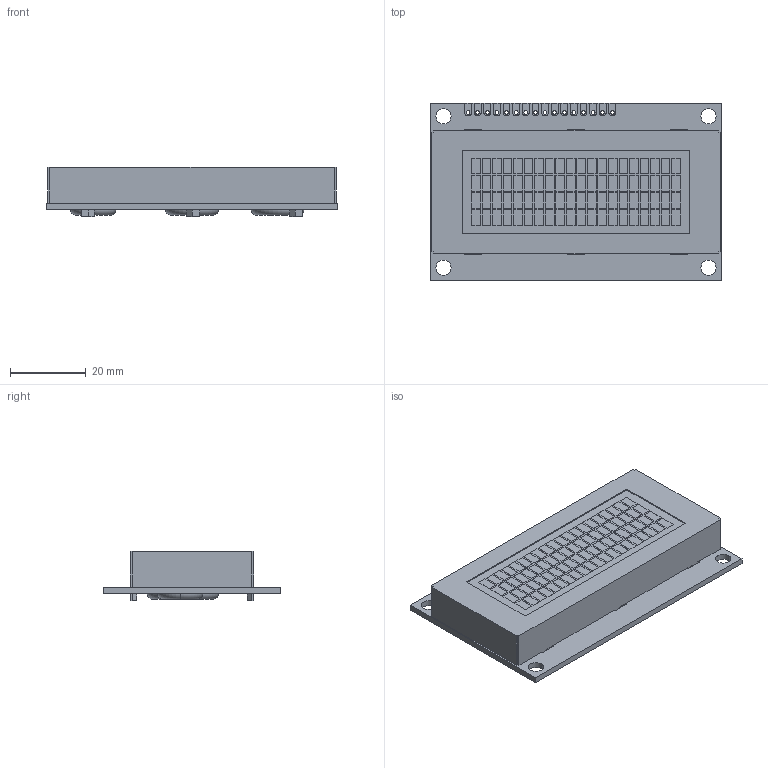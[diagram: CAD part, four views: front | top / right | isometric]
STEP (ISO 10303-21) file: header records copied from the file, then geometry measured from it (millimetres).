
FILE_DESCRIPTION (( 'STEP AP214' ), '1' );
FILE_NAME ('NHD-0420AZ-FSW-GBW-33V3.STEP', '2017-08-09T13:47:14', ( '' ), ( '' ), 'SwSTEP 2.0', 'SolidWorks 2017', '' );
FILE_SCHEMA (( 'AUTOMOTIVE_DESIGN' ));
Length unit declared in the file: millimetre
Products named in the file (1): NHD-0420AZ-FSW-GBW-33V3
Bounding box: 77 x 47 x 13 mm (x, y, z)
Volume: 29461.7 mm3; surface area: 10100.9 mm2
Topology: 1 solids, 1 shells, 713 faces, 1863 edges, 1231 vertices
Faces by surface type: plane 611, cylinder 96, torus 6
Entity records: 25164 total; most frequent: CARTESIAN_POINT 3808, ORIENTED_EDGE 3726, DIRECTION 3501, EDGE_CURVE 1863, LINE 1653, VECTOR 1653, VERTEX_POINT 1231, AXIS2_PLACEMENT_3D 924
